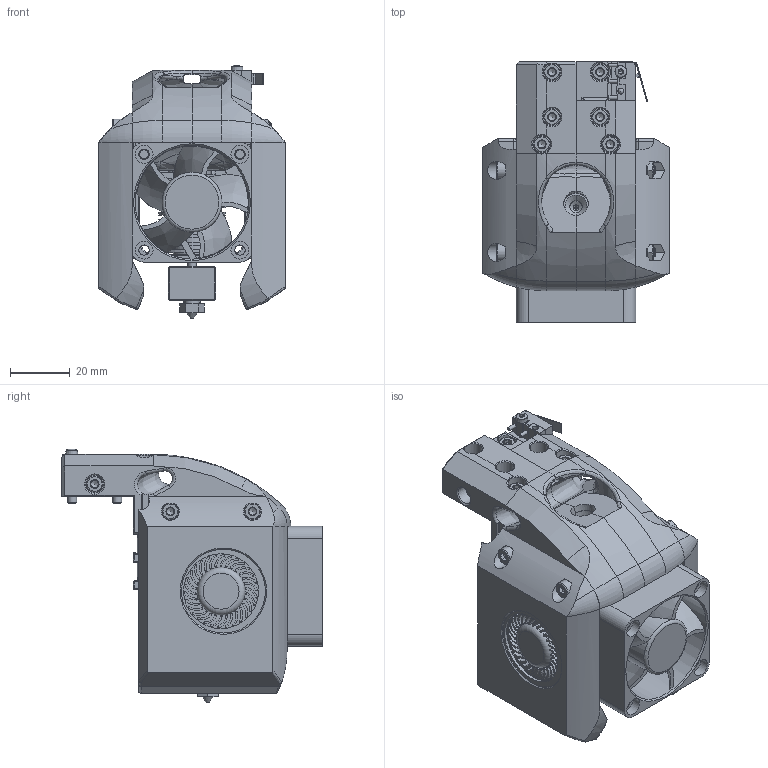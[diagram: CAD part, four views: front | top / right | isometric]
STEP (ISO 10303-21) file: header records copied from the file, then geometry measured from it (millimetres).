
FILE_DESCRIPTION(/* description */ (''),/* implementation_level */ '2;1');
FILE_NAME(/* name */ '5f2802fc715234160fd38720',/* time_stamp */ '2020-08-03T12:28:47+00:00',/* author */ (''),/* organization */ (''),/* preprocessor_version */ 'ST-DEVELOPER v16.7',/* originating_system */ $,/* authorisation */ $);
FILE_SCHEMA (('AUTOMOTIVE_DESIGN {1 0 10303 214 3 1 1}'));
Products named in the file (19): ass_x_carriage_E3DV6; DIN 912 M3x50; M3 - T-Nut sym; x_carriage_v6_left; DIN 912 M3x40; M3x5.0x4.0; toolhead_fand_duct_right; D2F-5L; M2x10 self tapping screw for plastic; x_carriage_v6_right; DIN 912 M3x8; toolhead_fan_duct_left; DIN 912 M3x30; V6 Hotend; ISO 7380 M3x8; DIN 934 M3; belt_retainer; 40x40x20 DC Fan v1; 40x40x10 Blower Fan v1
Assembly tree (31 placements, depth 2):
  ass_x_carriage_E3DV6
    DIN 912 M3x50  x2
    M3 - T-Nut sym  x2
    x_carriage_v6_left
    DIN 912 M3x40  x2
    M3x5.0x4.0  x2
    toolhead_fand_duct_right
    D2F-5L
    M2x10 self tapping screw for plastic
    x_carriage_v6_right
    DIN 912 M3x8  x4
    toolhead_fan_duct_left
    DIN 912 M3x30
    V6 Hotend
    ISO 7380 M3x8  x2
    DIN 934 M3  x5
    belt_retainer
    40x40x20 DC Fan v1
    40x40x10 Blower Fan v1  x2
Bounding box: 62.2 x 87 x 84.62 mm (x, y, z)
Volume: 125419.2 mm3; surface area: 96348.3 mm2
Topology: 31 solids, 31 shells, 2333 faces, 5957 edges, 3794 vertices
Faces by surface type: plane 1031, cylinder 732, bspline 317, cone 162, torus 76, sphere 15
Full cylindrical faces by diameter (mm): 0.4 x2, 1 x1, 1.2 x3, 1.7 x1, 1.754 x1, 2 x4, 2.44 x2, 2.459 x7, 2.5 x7, 2.8 x1, 3 x15, 3.1 x1, 3.2 x20, 3.3 x1, 3.45 x4, 4.1 x2, 4.2 x2, 4.25 x4, 4.7 x2, 5 x1, 5.5 x10, 5.8 x1, 6 x12, 8 x1, 12 x1, 12.5 x12, 16 x7, 18.8 x1, 19.2 x1, 20 x1
Entity records: 55424 total; most frequent: CARTESIAN_POINT 16170, ORIENTED_EDGE 8110, DIRECTION 7659, EDGE_CURVE 4055, AXIS2_PLACEMENT_3D 2707, VERTEX_POINT 2687, LINE 2245, VECTOR 2245
